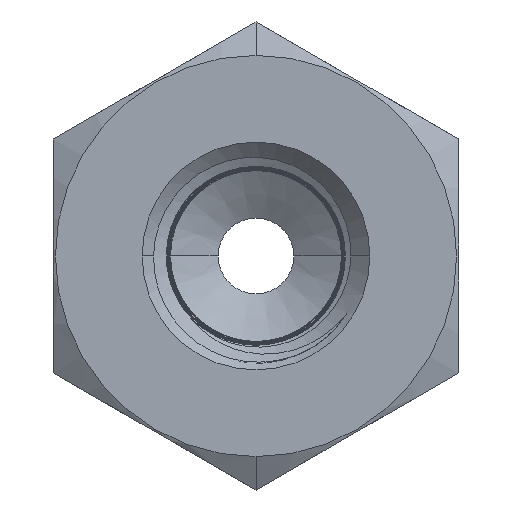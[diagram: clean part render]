
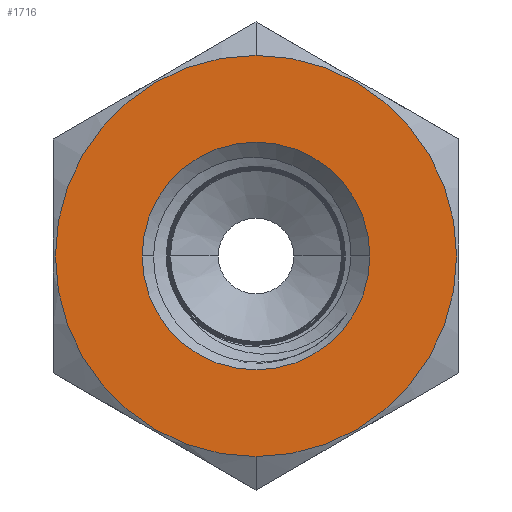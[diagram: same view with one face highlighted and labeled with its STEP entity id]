
A CAD part, front view. The second image highlights one B-rep face of the part: STEP entity #1716.
In plain terms, the highlighted planar face has unit normal (0, -1, 0).
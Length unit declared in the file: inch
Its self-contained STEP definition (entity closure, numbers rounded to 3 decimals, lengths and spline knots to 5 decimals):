
#99 = CARTESIAN_POINT ( 'NONE',  ( 0., 0., 0. ) ) ;
#387 = DIRECTION ( 'NONE',  ( 1., 0., 0. ) ) ;
#906 = CIRCLE ( 'NONE', #1339, 0.281 ) ;
#1109 = PLANE ( 'NONE',  #8208 ) ;
#1287 = ORIENTED_EDGE ( 'NONE', *, *, #10783, .F. ) ;
#1339 = AXIS2_PLACEMENT_3D ( 'NONE', #7348, #1731, #387 ) ;
#1716 = ADVANCED_FACE ( 'NONE', ( #13572, #13204 ), #1109, .F. ) ;
#1731 = DIRECTION ( 'NONE',  ( 0., -1., 0. ) ) ;
#3302 = CARTESIAN_POINT ( 'NONE',  ( 0.281, 0., 0. ) ) ;
#3400 = DIRECTION ( 'NONE',  ( 0., 0., -1. ) ) ;
#3500 = DIRECTION ( 'NONE',  ( 0., 0., 1. ) ) ;
#3795 = CARTESIAN_POINT ( 'NONE',  ( 0., 0., 0.495 ) ) ;
#4519 = DIRECTION ( 'NONE',  ( 0., -1., 0. ) ) ;
#4568 = DIRECTION ( 'NONE',  ( 1., 0., 0. ) ) ;
#4661 = CARTESIAN_POINT ( 'NONE',  ( 0., 0., 0. ) ) ;
#4671 = DIRECTION ( 'NONE',  ( 0., 0., -1. ) ) ;
#5007 = AXIS2_PLACEMENT_3D ( 'NONE', #99, #5770, #3400 ) ;
#5455 = ORIENTED_EDGE ( 'NONE', *, *, #8416, .T. ) ;
#5527 = EDGE_LOOP ( 'NONE', ( #1287, #11494 ) ) ;
#5738 = CARTESIAN_POINT ( 'NONE',  ( 0., 0., 0. ) ) ;
#5770 = DIRECTION ( 'NONE',  ( 0., -1., 0. ) ) ;
#5823 = EDGE_LOOP ( 'NONE', ( #8094, #5455 ) ) ;
#5998 = CARTESIAN_POINT ( 'NONE',  ( 0., 0., -0.495 ) ) ;
#6810 = EDGE_CURVE ( 'NONE', #12571, #8907, #13308, .T. ) ;
#7043 = DIRECTION ( 'NONE',  ( 0., 1., 0. ) ) ;
#7348 = CARTESIAN_POINT ( 'NONE',  ( 0., 0., 0. ) ) ;
#8094 = ORIENTED_EDGE ( 'NONE', *, *, #6810, .T. ) ;
#8136 = CARTESIAN_POINT ( 'NONE',  ( 0., 0., 0. ) ) ;
#8208 = AXIS2_PLACEMENT_3D ( 'NONE', #8136, #7043, #3500 ) ;
#8416 = EDGE_CURVE ( 'NONE', #8907, #12571, #8994, .T. ) ;
#8445 = AXIS2_PLACEMENT_3D ( 'NONE', #4661, #4519, #4568 ) ;
#8907 = VERTEX_POINT ( 'NONE', #5998 ) ;
#8994 = CIRCLE ( 'NONE', #12687, 0.495 ) ;
#10783 = EDGE_CURVE ( 'NONE', #11339, #11700, #11623, .T. ) ;
#11339 = VERTEX_POINT ( 'NONE', #3302 ) ;
#11494 = ORIENTED_EDGE ( 'NONE', *, *, #12656, .F. ) ;
#11623 = CIRCLE ( 'NONE', #8445, 0.281 ) ;
#11700 = VERTEX_POINT ( 'NONE', #14560 ) ;
#12571 = VERTEX_POINT ( 'NONE', #3795 ) ;
#12656 = EDGE_CURVE ( 'NONE', #11700, #11339, #906, .T. ) ;
#12687 = AXIS2_PLACEMENT_3D ( 'NONE', #5738, #13830, #4671 ) ;
#13204 = FACE_BOUND ( 'NONE', #5527, .T. ) ;
#13308 = CIRCLE ( 'NONE', #5007, 0.495 ) ;
#13572 = FACE_OUTER_BOUND ( 'NONE', #5823, .T. ) ;
#13830 = DIRECTION ( 'NONE',  ( 0., -1., 0. ) ) ;
#14560 = CARTESIAN_POINT ( 'NONE',  ( -0.281, 0., 0. ) ) ;
